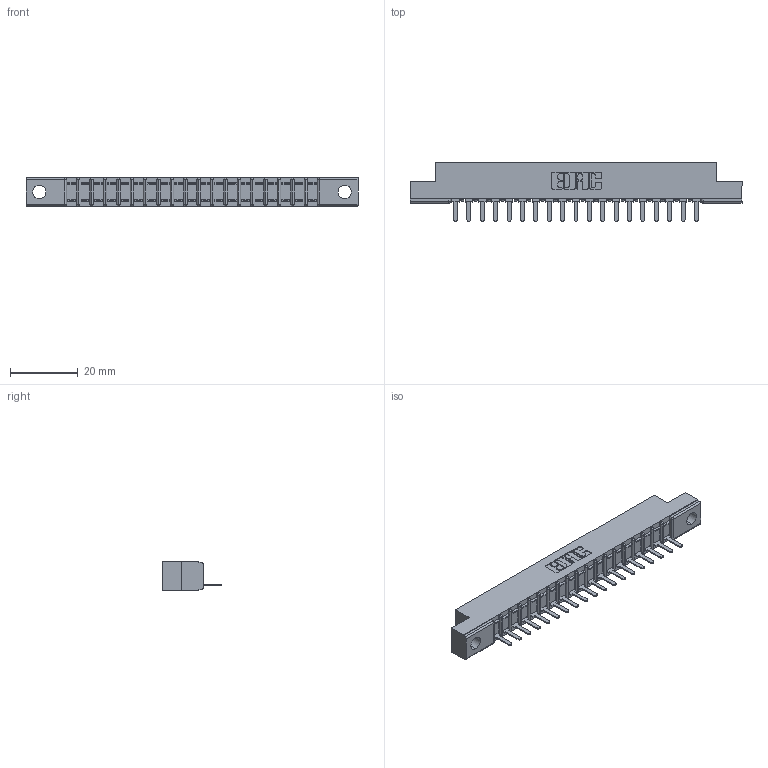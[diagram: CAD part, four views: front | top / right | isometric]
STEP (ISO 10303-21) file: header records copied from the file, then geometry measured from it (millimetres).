
FILE_DESCRIPTION (( 'STEP AP203' ), '1' );
FILE_NAME ('307-019-421-104.STEP', '2020-09-27T00:49:19', ( '' ), ( '' ), 'SwSTEP 2.0', 'SolidWorks 2020', '' );
FILE_SCHEMA (( 'CONFIG_CONTROL_DESIGN' ));
Length unit declared in the file: inch
Products named in the file (3): 307-290-002_521; 307-019-421-104; 307 Part_.156 Dia Mounting Holes
Assembly tree (20 placements, depth 2):
  307-019-421-104
    307 Part_.156 Dia Mounting Holes
    307-290-002_521  x19
Bounding box: 98.3 x 17.42 x 8.71 mm (x, y, z)
Volume: 6383 mm3; surface area: 11345 mm2
Topology: 20 solids, 20 shells, 1558 faces, 4767 edges, 3122 vertices
Faces by surface type: plane 939, cylinder 579, sphere 40
Entity records: 20260 total; most frequent: CARTESIAN_POINT 3418, ORIENTED_EDGE 3406, DIRECTION 3323, EDGE_CURVE 1703, VECTOR 1301, LINE 1301, VERTEX_POINT 1106, AXIS2_PLACEMENT_3D 1011
